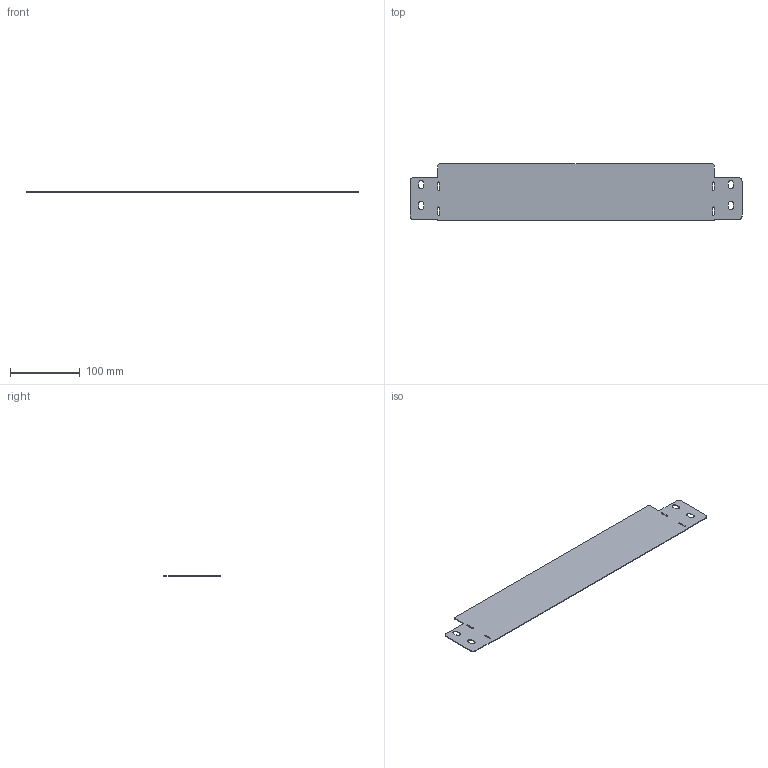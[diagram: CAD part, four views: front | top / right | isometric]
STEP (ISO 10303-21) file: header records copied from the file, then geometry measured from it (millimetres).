
FILE_DESCRIPTION(/* description */ (''),/* implementation_level */ '2;1');
FILE_NAME(/* name */ 'PDUplus 80x400.ipt.stp',/* time_stamp */ '2023-05-23T18:24:08+03:00',/* author */ ('Тележкин К.С.'),/* organization */ (''),/* preprocessor_version */ 'ST-DEVELOPER v19.2',/* originating_system */ 'Autodesk Inventor 2023',/* authorisation */ '');
FILE_SCHEMA (('AUTOMOTIVE_DESIGN { 1 0 10303 214 3 1 1 }'));
Length unit declared in the file: millimetre
Products named in the file (1): Переходник универсальный 
80х400
Bounding box: 477 x 81 x 1 mm (x, y, z)
Volume: 36545.2 mm3; surface area: 74428.3 mm2
Topology: 1 solids, 1 shells, 52 faces, 150 edges, 100 vertices
Faces by surface type: plane 30, cylinder 22
Entity records: 1845 total; most frequent: CARTESIAN_POINT 303, ORIENTED_EDGE 300, DIRECTION 300, EDGE_CURVE 150, LINE 106, VECTOR 106, VERTEX_POINT 100, AXIS2_PLACEMENT_3D 97
